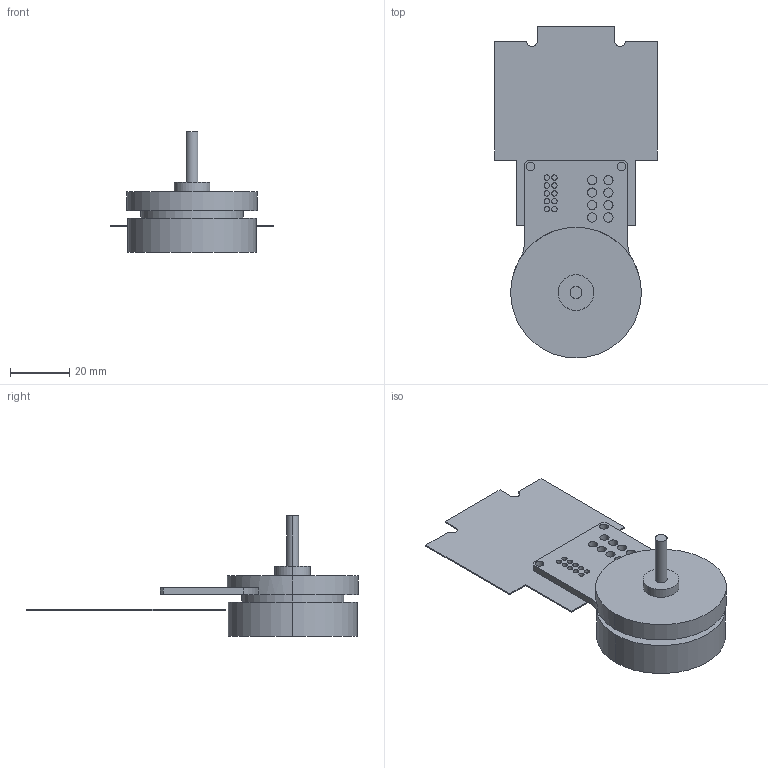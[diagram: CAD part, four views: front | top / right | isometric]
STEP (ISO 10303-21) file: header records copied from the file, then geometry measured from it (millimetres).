
FILE_DESCRIPTION (( 'STEP AP203' ), '1' );
FILE_NAME ('Assemblage_PCB_moteur1.STEP', '2016-09-13T23:14:35', ( '' ), ( '' ), 'SwSTEP 2.0', 'SolidWorks 2015', '' );
FILE_SCHEMA (( 'CONFIG_CONTROL_DESIGN' ));
Length unit declared in the file: millimetre
Products named in the file (3): pcb_moteur1; PCB_moteur1_test; Assemblage_PCB_moteur1
Assembly tree (2 placements, depth 2):
  Assemblage_PCB_moteur1
    pcb_moteur1
    PCB_moteur1_test
Bounding box: 54.9 x 111.85 x 40.55 mm (x, y, z)
Volume: 32738.4 mm3; surface area: 15754.7 mm2
Topology: 2 solids, 2 shells, 80 faces, 216 edges, 144 vertices
Faces by surface type: cylinder 54, plane 26
Entity records: 2955 total; most frequent: DIRECTION 496, CARTESIAN_POINT 445, ORIENTED_EDGE 432, EDGE_CURVE 216, AXIS2_PLACEMENT_3D 195, VERTEX_POINT 144, EDGE_LOOP 124, CIRCLE 110
